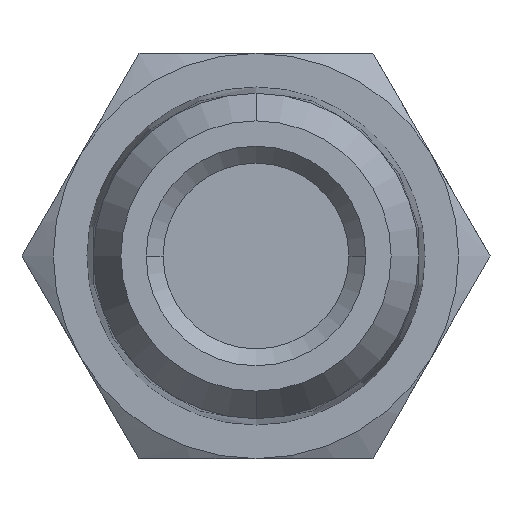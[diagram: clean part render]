
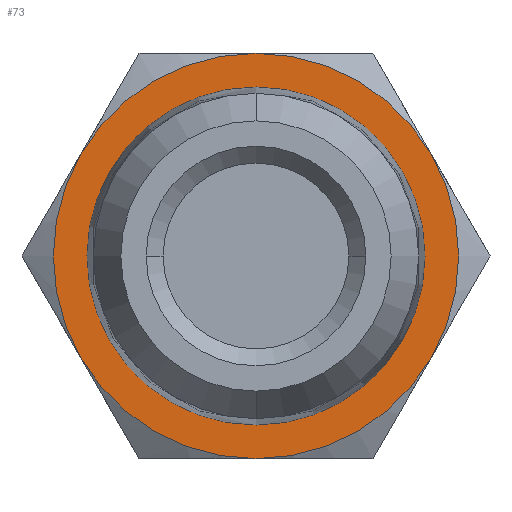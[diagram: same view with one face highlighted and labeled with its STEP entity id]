
A CAD part, front view. The second image highlights one B-rep face of the part: STEP entity #73.
In plain terms, the highlighted planar face has unit normal (0, -1, 0).
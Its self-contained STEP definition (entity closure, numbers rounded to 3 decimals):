
#73 = ADVANCED_FACE ( 'NONE', ( #1238, #1239 ), #1341, .T. ) ;
#253 = VERTEX_POINT ( 'NONE', #2485 ) ;
#254 = VERTEX_POINT ( 'NONE', #2486 ) ;
#273 = VERTEX_POINT ( 'NONE', #2505 ) ;
#278 = VERTEX_POINT ( 'NONE', #2510 ) ;
#280 = VERTEX_POINT ( 'NONE', #2512 ) ;
#282 = VERTEX_POINT ( 'NONE', #2514 ) ;
#283 = VERTEX_POINT ( 'NONE', #2515 ) ;
#284 = VERTEX_POINT ( 'NONE', #2516 ) ;
#323 = EDGE_CURVE ( 'NONE', #254, #253, #2019, .T. ) ;
#324 = EDGE_CURVE ( 'NONE', #273, #283, #2036, .T. ) ;
#325 = EDGE_CURVE ( 'NONE', #278, #273, #2037, .T. ) ;
#326 = EDGE_CURVE ( 'NONE', #280, #278, #2043, .T. ) ;
#327 = EDGE_CURVE ( 'NONE', #282, #280, #2042, .T. ) ;
#328 = EDGE_CURVE ( 'NONE', #284, #282, #2041, .T. ) ;
#329 = EDGE_CURVE ( 'NONE', #283, #284, #2045, .T. ) ;
#433 = ORIENTED_EDGE ( 'NONE', *, *, #328, .T. ) ;
#434 = ORIENTED_EDGE ( 'NONE', *, *, #327, .T. ) ;
#435 = ORIENTED_EDGE ( 'NONE', *, *, #326, .T. ) ;
#436 = ORIENTED_EDGE ( 'NONE', *, *, #325, .T. ) ;
#437 = ORIENTED_EDGE ( 'NONE', *, *, #324, .T. ) ;
#438 = ORIENTED_EDGE ( 'NONE', *, *, #329, .T. ) ;
#439 = ORIENTED_EDGE ( 'NONE', *, *, #323, .F. ) ;
#440 = ORIENTED_EDGE ( 'NONE', *, *, #703, .F. ) ;
#618 = EDGE_LOOP ( 'NONE', ( #439, #440 ) ) ;
#622 = EDGE_LOOP ( 'NONE', ( #433, #434, #435, #436, #437, #438 ) ) ;
#703 = EDGE_CURVE ( 'NONE', #253, #254, #2848, .T. ) ;
#1100 = AXIS2_PLACEMENT_3D ( 'NONE', #1348, #1349, #1350 ) ;
#1238 = FACE_OUTER_BOUND ( 'NONE', #622, .T. ) ;
#1239 = FACE_BOUND ( 'NONE', #618, .T. ) ;
#1341 = PLANE ( 'NONE',  #1100 ) ;
#1348 = CARTESIAN_POINT ( 'NONE',  ( 5.005, 7.5, 0. ) ) ;
#1349 = DIRECTION ( 'NONE',  ( 0., -1., 0. ) ) ;
#1350 = DIRECTION ( 'NONE',  ( 0., 0., -1. ) ) ;
#2019 = CIRCLE ( 'NONE', #2170, 5.005 ) ;
#2036 = CIRCLE ( 'NONE', #2171, 6. ) ;
#2037 = CIRCLE ( 'NONE', #2172, 6. ) ;
#2041 = CIRCLE ( 'NONE', #2175, 6. ) ;
#2042 = CIRCLE ( 'NONE', #2174, 6. ) ;
#2043 = CIRCLE ( 'NONE', #2173, 6. ) ;
#2045 = CIRCLE ( 'NONE', #2176, 6. ) ;
#2170 = AXIS2_PLACEMENT_3D ( 'NONE', #2596, #2597, #2598 ) ;
#2171 = AXIS2_PLACEMENT_3D ( 'NONE', #2599, #2600, #2601 ) ;
#2172 = AXIS2_PLACEMENT_3D ( 'NONE', #2602, #2603, #2604 ) ;
#2173 = AXIS2_PLACEMENT_3D ( 'NONE', #2605, #2606, #2607 ) ;
#2174 = AXIS2_PLACEMENT_3D ( 'NONE', #2608, #2609, #2610 ) ;
#2175 = AXIS2_PLACEMENT_3D ( 'NONE', #2612, #2613, #2614 ) ;
#2176 = AXIS2_PLACEMENT_3D ( 'NONE', #2616, #2617, #2618 ) ;
#2485 = CARTESIAN_POINT ( 'NONE',  ( 0., 7.5, -5.005 ) ) ;
#2486 = CARTESIAN_POINT ( 'NONE',  ( 0., 7.5, 5.005 ) ) ;
#2505 = CARTESIAN_POINT ( 'NONE',  ( -5.196, 7.5, 3. ) ) ;
#2510 = CARTESIAN_POINT ( 'NONE',  ( 0., 7.5, 6. ) ) ;
#2512 = CARTESIAN_POINT ( 'NONE',  ( 5.196, 7.5, 3. ) ) ;
#2514 = CARTESIAN_POINT ( 'NONE',  ( 5.196, 7.5, -3. ) ) ;
#2515 = CARTESIAN_POINT ( 'NONE',  ( -5.196, 7.5, -3. ) ) ;
#2516 = CARTESIAN_POINT ( 'NONE',  ( 0., 7.5, -6. ) ) ;
#2596 = CARTESIAN_POINT ( 'NONE',  ( 0., 7.5, 0. ) ) ;
#2597 = DIRECTION ( 'NONE',  ( 0., -1., 0. ) ) ;
#2598 = DIRECTION ( 'NONE',  ( 0., 0., -1. ) ) ;
#2599 = CARTESIAN_POINT ( 'NONE',  ( 0., 7.5, 0. ) ) ;
#2600 = DIRECTION ( 'NONE',  ( 0., -1., 0. ) ) ;
#2601 = DIRECTION ( 'NONE',  ( 0., 0., -1. ) ) ;
#2602 = CARTESIAN_POINT ( 'NONE',  ( 0., 7.5, 0. ) ) ;
#2603 = DIRECTION ( 'NONE',  ( 0., -1., 0. ) ) ;
#2604 = DIRECTION ( 'NONE',  ( 0., 0., -1. ) ) ;
#2605 = CARTESIAN_POINT ( 'NONE',  ( 0., 7.5, 0. ) ) ;
#2606 = DIRECTION ( 'NONE',  ( 0., -1., 0. ) ) ;
#2607 = DIRECTION ( 'NONE',  ( 0., 0., -1. ) ) ;
#2608 = CARTESIAN_POINT ( 'NONE',  ( 0., 7.5, 0. ) ) ;
#2609 = DIRECTION ( 'NONE',  ( 0., -1., 0. ) ) ;
#2610 = DIRECTION ( 'NONE',  ( 0., 0., -1. ) ) ;
#2612 = CARTESIAN_POINT ( 'NONE',  ( 0., 7.5, 0. ) ) ;
#2613 = DIRECTION ( 'NONE',  ( 0., -1., 0. ) ) ;
#2614 = DIRECTION ( 'NONE',  ( 0., 0., -1. ) ) ;
#2616 = CARTESIAN_POINT ( 'NONE',  ( 0., 7.5, 0. ) ) ;
#2617 = DIRECTION ( 'NONE',  ( 0., -1., 0. ) ) ;
#2618 = DIRECTION ( 'NONE',  ( 0., 0., -1. ) ) ;
#2848 = CIRCLE ( 'NONE', #2990, 5.005 ) ;
#2990 = AXIS2_PLACEMENT_3D ( 'NONE', #3014, #3015, #3016 ) ;
#3014 = CARTESIAN_POINT ( 'NONE',  ( 0., 7.5, 0. ) ) ;
#3015 = DIRECTION ( 'NONE',  ( 0., -1., 0. ) ) ;
#3016 = DIRECTION ( 'NONE',  ( 0., 0., -1. ) ) ;
